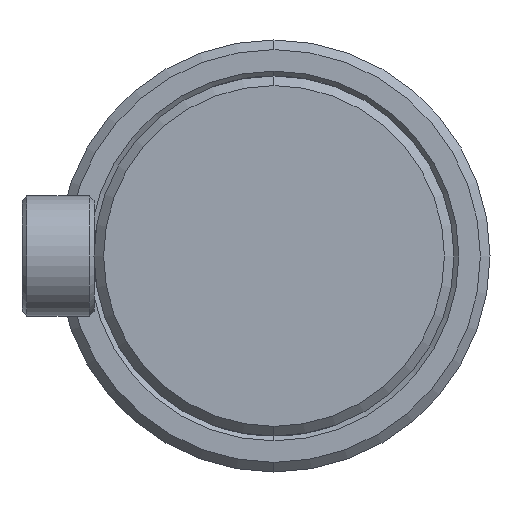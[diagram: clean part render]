
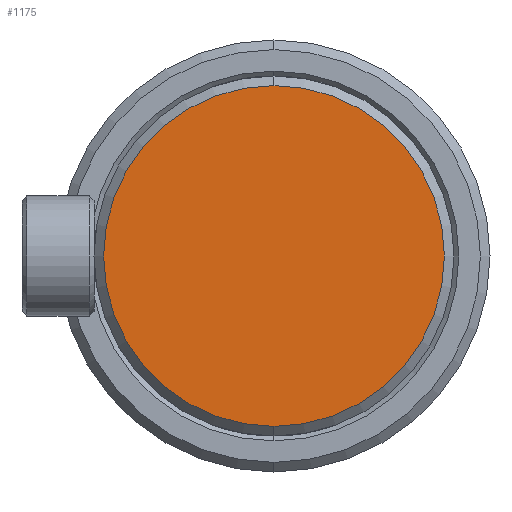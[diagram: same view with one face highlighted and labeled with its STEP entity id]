
A CAD part, left-side view. The second image highlights one B-rep face of the part: STEP entity #1175.
In plain terms, the highlighted planar face has unit normal (-1, 0, 0).
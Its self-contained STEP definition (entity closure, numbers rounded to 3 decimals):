
#120 = ORIENTED_EDGE ( 'NONE', *, *, #238, .T. ) ;
#157 = EDGE_LOOP ( 'NONE', ( #1008, #120 ) ) ;
#161 = DIRECTION ( 'NONE',  ( 0., 0., -1. ) ) ;
#238 = EDGE_CURVE ( 'NONE', #728, #2227, #2099, .T. ) ;
#355 = CARTESIAN_POINT ( 'NONE',  ( -53., 0., -35.5 ) ) ;
#728 = VERTEX_POINT ( 'NONE', #2626 ) ;
#826 = DIRECTION ( 'NONE',  ( 0., 0., -1. ) ) ;
#1008 = ORIENTED_EDGE ( 'NONE', *, *, #2573, .T. ) ;
#1135 = CARTESIAN_POINT ( 'NONE',  ( -53., 0., 0. ) ) ;
#1175 = ADVANCED_FACE ( 'NONE', ( #2398 ), #3029, .F. ) ;
#1395 = CARTESIAN_POINT ( 'NONE',  ( -53., 0., 0. ) ) ;
#1400 = CIRCLE ( 'NONE', #2778, 35.5 ) ;
#1512 = CARTESIAN_POINT ( 'NONE',  ( -53., 37.5, 0. ) ) ;
#1772 = DIRECTION ( 'NONE',  ( 1., 0., 0. ) ) ;
#1814 = AXIS2_PLACEMENT_3D ( 'NONE', #1512, #1772, #826 ) ;
#2099 = CIRCLE ( 'NONE', #2819, 35.5 ) ;
#2215 = DIRECTION ( 'NONE',  ( -1., 0., 0. ) ) ;
#2227 = VERTEX_POINT ( 'NONE', #355 ) ;
#2398 = FACE_OUTER_BOUND ( 'NONE', #157, .T. ) ;
#2573 = EDGE_CURVE ( 'NONE', #2227, #728, #1400, .T. ) ;
#2626 = CARTESIAN_POINT ( 'NONE',  ( -53., 0., 35.5 ) ) ;
#2778 = AXIS2_PLACEMENT_3D ( 'NONE', #1395, #2931, #161 ) ;
#2819 = AXIS2_PLACEMENT_3D ( 'NONE', #1135, #2215, #3192 ) ;
#2931 = DIRECTION ( 'NONE',  ( -1., 0., 0. ) ) ;
#3029 = PLANE ( 'NONE',  #1814 ) ;
#3192 = DIRECTION ( 'NONE',  ( 0., 0., -1. ) ) ;
